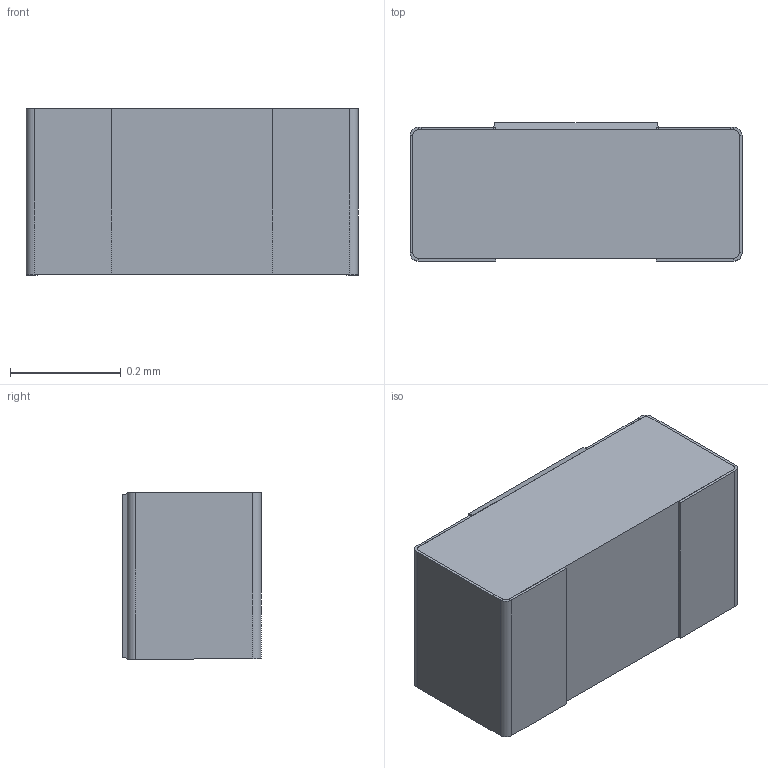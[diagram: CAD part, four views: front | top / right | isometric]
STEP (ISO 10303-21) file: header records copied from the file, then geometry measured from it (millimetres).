
FILE_DESCRIPTION (( 'STEP AP214' ), '1' );
FILE_NAME ('7572D2AA-07D3-4FF8-A491-84BEF999518E.STEP', '2023-05-13T20:52:16', ( '' ), ( '' ), 'SwSTEP 2.0', 'SolidWorks 2022', '' );
FILE_SCHEMA (( 'AUTOMOTIVE_DESIGN' ));
Length unit declared in the file: millimetre
Products named in the file (1): 7572D2AA-07D3-4FF8-A491-84BEF999518E
Bounding box: 0.6 x 0.25 x 0.3 mm (x, y, z)
Volume: 0 mm3; surface area: 1.6 mm2
Topology: 4 solids, 4 shells, 120 faces, 286 edges, 180 vertices
Faces by surface type: plane 73, bspline 35, cylinder 12
Entity records: 5985 total; most frequent: CARTESIAN_POINT 2630, ORIENTED_EDGE 572, DIRECTION 412, EDGE_CURVE 286, VECTOR 192, LINE 192, VERTEX_POINT 180, EDGE_LOOP 126
